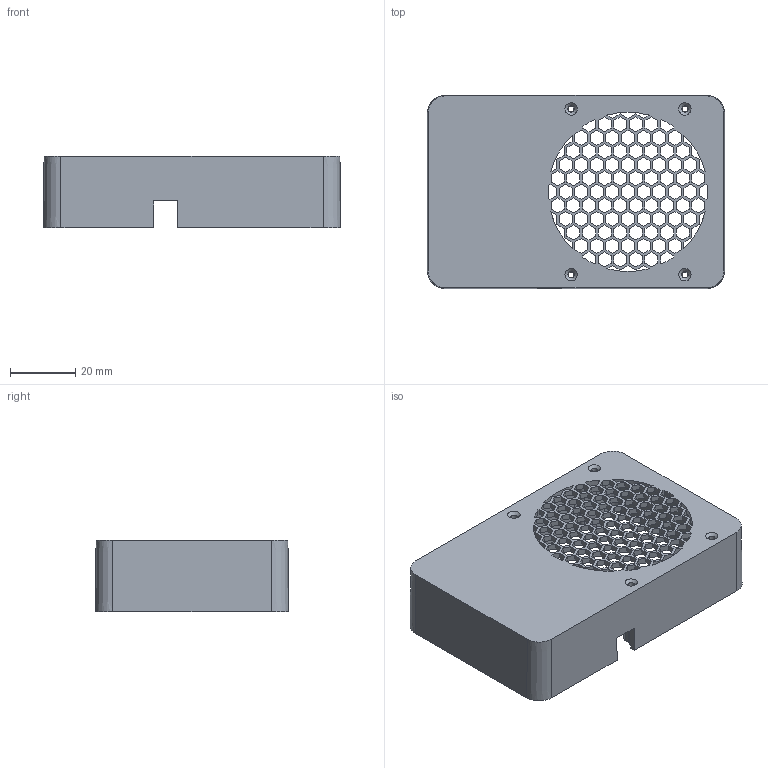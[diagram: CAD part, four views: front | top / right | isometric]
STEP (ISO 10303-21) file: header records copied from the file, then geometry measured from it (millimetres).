
FILE_DESCRIPTION(/* description */ ('Alibre Inc.'),/* implementation_level */ '2;1');
FILE_NAME(/* name */ 'export-9BF523D2-9095-4A49-A8E2-224C78E9AADA',/* time_stamp */ '2022-12-14T12:34:05-08:00',/* author */ (''),/* organization */ (''),/* preprocessor_version */ 'ST-DEVELOPER v17',/* originating_system */ 'Alibre',/* authorisation */ '');
FILE_SCHEMA (('CONFIG_CONTROL_DESIGN'));
Length unit declared in the file: millimetre
Products named in the file (1): Cover_Shell_Thickened
Bounding box: 91.4 x 59.4 x 22 mm (x, y, z)
Volume: 20151.1 mm3; surface area: 23431.5 mm2
Topology: 1 solids, 1 shells, 691 faces, 2051 edges, 1366 vertices
Faces by surface type: plane 622, cone 49, cylinder 16, bspline 4
Entity records: 23168 total; most frequent: CARTESIAN_POINT 4820, ORIENTED_EDGE 4102, DIRECTION 2869, EDGE_CURVE 2051, VECTOR 1869, LINE 1869, VERTEX_POINT 1366, EDGE_LOOP 897
